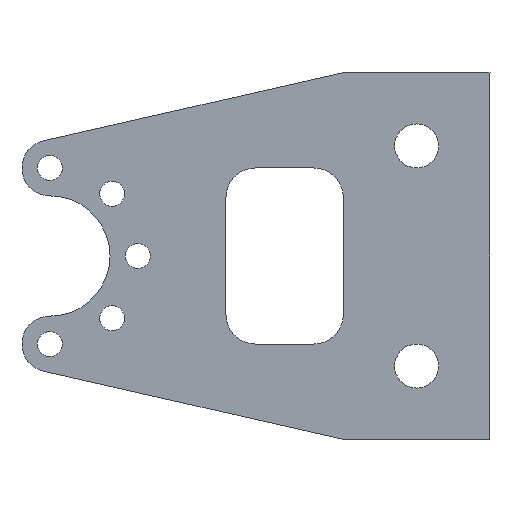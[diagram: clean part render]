
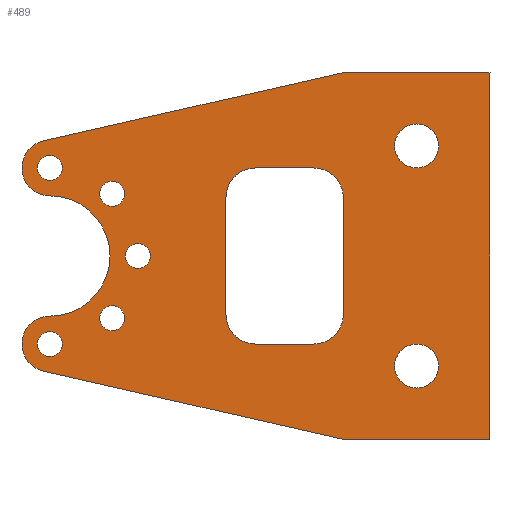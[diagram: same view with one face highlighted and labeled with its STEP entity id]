
A CAD part, left-side view. The second image highlights one B-rep face of the part: STEP entity #489.
In plain terms, the highlighted face is planar.
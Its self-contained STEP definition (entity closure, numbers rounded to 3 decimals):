
#33=FACE_BOUND('',#75,.T.);
#34=FACE_BOUND('',#76,.T.);
#35=FACE_BOUND('',#77,.T.);
#36=FACE_BOUND('',#78,.T.);
#37=FACE_BOUND('',#79,.T.);
#38=FACE_BOUND('',#80,.T.);
#39=FACE_BOUND('',#81,.T.);
#40=FACE_BOUND('',#82,.T.);
#49=FACE_OUTER_BOUND('',#74,.T.);
#74=EDGE_LOOP('',(#340,#341,#342,#343,#344,#345,#346,#347));
#75=EDGE_LOOP('',(#348));
#76=EDGE_LOOP('',(#349));
#77=EDGE_LOOP('',(#350));
#78=EDGE_LOOP('',(#351));
#79=EDGE_LOOP('',(#352));
#80=EDGE_LOOP('',(#353));
#81=EDGE_LOOP('',(#354));
#82=EDGE_LOOP('',(#355,#356,#357,#358,#359,#360,#361,#362));
#115=LINE('',#747,#156);
#116=LINE('',#749,#157);
#117=LINE('',#751,#158);
#118=LINE('',#753,#159);
#119=LINE('',#754,#160);
#120=LINE('',#771,#161);
#121=LINE('',#775,#162);
#122=LINE('',#779,#163);
#123=LINE('',#783,#164);
#156=VECTOR('',#595,10.);
#157=VECTOR('',#596,10.);
#158=VECTOR('',#597,10.);
#159=VECTOR('',#598,10.);
#160=VECTOR('',#599,10.);
#161=VECTOR('',#614,10.);
#162=VECTOR('',#617,10.);
#163=VECTOR('',#620,10.);
#164=VECTOR('',#623,10.);
#197=CIRCLE('',#530,1.9);
#198=CIRCLE('',#531,4.1);
#199=CIRCLE('',#532,1.9);
#200=CIRCLE('',#533,1.5);
#201=CIRCLE('',#534,1.5);
#202=CIRCLE('',#535,0.85);
#203=CIRCLE('',#536,0.85);
#204=CIRCLE('',#537,0.85);
#205=CIRCLE('',#538,0.85);
#206=CIRCLE('',#539,0.85);
#207=CIRCLE('',#540,2.);
#208=CIRCLE('',#541,2.);
#209=CIRCLE('',#542,2.);
#210=CIRCLE('',#543,2.);
#225=VERTEX_POINT('',#739);
#226=VERTEX_POINT('',#740);
#227=VERTEX_POINT('',#742);
#228=VERTEX_POINT('',#744);
#229=VERTEX_POINT('',#746);
#230=VERTEX_POINT('',#748);
#231=VERTEX_POINT('',#750);
#232=VERTEX_POINT('',#752);
#233=VERTEX_POINT('',#755);
#234=VERTEX_POINT('',#757);
#235=VERTEX_POINT('',#759);
#236=VERTEX_POINT('',#761);
#237=VERTEX_POINT('',#763);
#238=VERTEX_POINT('',#765);
#239=VERTEX_POINT('',#767);
#240=VERTEX_POINT('',#769);
#241=VERTEX_POINT('',#770);
#242=VERTEX_POINT('',#772);
#243=VERTEX_POINT('',#774);
#244=VERTEX_POINT('',#776);
#245=VERTEX_POINT('',#778);
#246=VERTEX_POINT('',#780);
#247=VERTEX_POINT('',#782);
#271=EDGE_CURVE('',#225,#226,#197,.T.);
#272=EDGE_CURVE('',#227,#225,#198,.T.);
#273=EDGE_CURVE('',#228,#227,#199,.T.);
#274=EDGE_CURVE('',#229,#228,#115,.T.);
#275=EDGE_CURVE('',#230,#229,#116,.T.);
#276=EDGE_CURVE('',#231,#230,#117,.T.);
#277=EDGE_CURVE('',#232,#231,#118,.T.);
#278=EDGE_CURVE('',#226,#232,#119,.T.);
#279=EDGE_CURVE('',#233,#233,#200,.T.);
#280=EDGE_CURVE('',#234,#234,#201,.T.);
#281=EDGE_CURVE('',#235,#235,#202,.T.);
#282=EDGE_CURVE('',#236,#236,#203,.T.);
#283=EDGE_CURVE('',#237,#237,#204,.T.);
#284=EDGE_CURVE('',#238,#238,#205,.T.);
#285=EDGE_CURVE('',#239,#239,#206,.T.);
#286=EDGE_CURVE('',#240,#241,#120,.T.);
#287=EDGE_CURVE('',#240,#242,#207,.T.);
#288=EDGE_CURVE('',#243,#242,#121,.T.);
#289=EDGE_CURVE('',#243,#244,#208,.T.);
#290=EDGE_CURVE('',#245,#244,#122,.T.);
#291=EDGE_CURVE('',#245,#246,#209,.T.);
#292=EDGE_CURVE('',#247,#246,#123,.T.);
#293=EDGE_CURVE('',#247,#241,#210,.T.);
#340=ORIENTED_EDGE('',*,*,#271,.F.);
#341=ORIENTED_EDGE('',*,*,#272,.F.);
#342=ORIENTED_EDGE('',*,*,#273,.F.);
#343=ORIENTED_EDGE('',*,*,#274,.F.);
#344=ORIENTED_EDGE('',*,*,#275,.F.);
#345=ORIENTED_EDGE('',*,*,#276,.F.);
#346=ORIENTED_EDGE('',*,*,#277,.F.);
#347=ORIENTED_EDGE('',*,*,#278,.F.);
#348=ORIENTED_EDGE('',*,*,#279,.T.);
#349=ORIENTED_EDGE('',*,*,#280,.T.);
#350=ORIENTED_EDGE('',*,*,#281,.F.);
#351=ORIENTED_EDGE('',*,*,#282,.F.);
#352=ORIENTED_EDGE('',*,*,#283,.F.);
#353=ORIENTED_EDGE('',*,*,#284,.F.);
#354=ORIENTED_EDGE('',*,*,#285,.F.);
#355=ORIENTED_EDGE('',*,*,#286,.F.);
#356=ORIENTED_EDGE('',*,*,#287,.T.);
#357=ORIENTED_EDGE('',*,*,#288,.F.);
#358=ORIENTED_EDGE('',*,*,#289,.T.);
#359=ORIENTED_EDGE('',*,*,#290,.F.);
#360=ORIENTED_EDGE('',*,*,#291,.T.);
#361=ORIENTED_EDGE('',*,*,#292,.F.);
#362=ORIENTED_EDGE('',*,*,#293,.T.);
#478=PLANE('',#529);
#489=ADVANCED_FACE('',(#49,#33,#34,#35,#36,#37,#38,#39,#40),#478,.F.);
#529=AXIS2_PLACEMENT_3D('',#738,#587,#588);
#530=AXIS2_PLACEMENT_3D('',#741,#589,#590);
#531=AXIS2_PLACEMENT_3D('',#743,#591,#592);
#532=AXIS2_PLACEMENT_3D('',#745,#593,#594);
#533=AXIS2_PLACEMENT_3D('',#756,#600,#601);
#534=AXIS2_PLACEMENT_3D('',#758,#602,#603);
#535=AXIS2_PLACEMENT_3D('',#760,#604,#605);
#536=AXIS2_PLACEMENT_3D('',#762,#606,#607);
#537=AXIS2_PLACEMENT_3D('',#764,#608,#609);
#538=AXIS2_PLACEMENT_3D('',#766,#610,#611);
#539=AXIS2_PLACEMENT_3D('',#768,#612,#613);
#540=AXIS2_PLACEMENT_3D('',#773,#615,#616);
#541=AXIS2_PLACEMENT_3D('',#777,#618,#619);
#542=AXIS2_PLACEMENT_3D('',#781,#621,#622);
#543=AXIS2_PLACEMENT_3D('',#784,#624,#625);
#587=DIRECTION('center_axis',(0.,0.,
-1.));
#588=DIRECTION('ref_axis',(1.,0.,0.));
#589=DIRECTION('center_axis',(0.,0.,
-1.));
#590=DIRECTION('ref_axis',(-1.,0.,0.));
#591=DIRECTION('center_axis',(0.,0.,
1.));
#592=DIRECTION('ref_axis',(1.,0.,0.));
#593=DIRECTION('center_axis',(0.,0.,
-1.));
#594=DIRECTION('ref_axis',(-1.,0.,0.));
#595=DIRECTION('',(0.222,0.975,0.));
#596=DIRECTION('',(0.,1.,0.));
#597=DIRECTION('',(-1.,0.,0.));
#598=DIRECTION('',(0.,-1.,0.));
#599=DIRECTION('',(0.222,-0.975,0.));
#600=DIRECTION('center_axis',(0.,0.,
-1.));
#601=DIRECTION('ref_axis',(-1.,0.,0.));
#602=DIRECTION('center_axis',(0.,0.,
-1.));
#603=DIRECTION('ref_axis',(-1.,0.,0.));
#604=DIRECTION('center_axis',(0.,0.,
1.));
#605=DIRECTION('ref_axis',(1.,0.,0.));
#606=DIRECTION('center_axis',(0.,0.,
1.));
#607=DIRECTION('ref_axis',(1.,0.,0.));
#608=DIRECTION('center_axis',(0.,0.,
1.));
#609=DIRECTION('ref_axis',(1.,0.,0.));
#610=DIRECTION('center_axis',(0.,0.,
1.));
#611=DIRECTION('ref_axis',(1.,0.,0.));
#612=DIRECTION('center_axis',(0.,0.,
1.));
#613=DIRECTION('ref_axis',(1.,0.,0.));
#614=DIRECTION('',(0.,1.,0.));
#615=DIRECTION('center_axis',(0.,0.,
-1.));
#616=DIRECTION('ref_axis',(0.707,-0.707,0.));
#617=DIRECTION('',(1.,0.,0.));
#618=DIRECTION('center_axis',(0.,0.,
-1.));
#619=DIRECTION('ref_axis',(-0.707,-0.707,0.));
#620=DIRECTION('',(0.,-1.,0.));
#621=DIRECTION('center_axis',(0.,0.,
-1.));
#622=DIRECTION('ref_axis',(-0.707,0.707,0.));
#623=DIRECTION('',(-1.,0.,0.));
#624=DIRECTION('center_axis',(0.,0.,
-1.));
#625=DIRECTION('ref_axis',(0.707,0.707,0.));
#738=CARTESIAN_POINT('Origin',(0.25,-34.,53.5));
#739=CARTESIAN_POINT('',(4.35,-23.,53.5));
#740=CARTESIAN_POINT('',(8.103,-22.578,53.5));
#741=CARTESIAN_POINT('Origin',(6.25,-23.,53.5));
#742=CARTESIAN_POINT('',(-3.85,-23.,53.5));
#743=CARTESIAN_POINT('Origin',(0.25,-23.,53.5));
#744=CARTESIAN_POINT('',(-7.603,-22.578,53.5));
#745=CARTESIAN_POINT('Origin',(-5.75,-23.,53.5));
#746=CARTESIAN_POINT('',(-12.25,-43.,53.5));
#747=CARTESIAN_POINT('',(-10.969,-37.369,53.5));
#748=CARTESIAN_POINT('',(-12.25,-53.,53.5));
#749=CARTESIAN_POINT('',(-12.25,-48.,53.5));
#750=CARTESIAN_POINT('',(12.75,-53.,53.5));
#751=CARTESIAN_POINT('',(12.75,-53.,53.5));
#752=CARTESIAN_POINT('',(12.75,-43.,53.5));
#753=CARTESIAN_POINT('',(12.75,-53.,53.5));
#754=CARTESIAN_POINT('',(9.145,-27.158,53.5));
#755=CARTESIAN_POINT('',(9.25,-48.,53.5));
#756=CARTESIAN_POINT('Origin',(7.75,-48.,53.5));
#757=CARTESIAN_POINT('',(-5.75,-48.,53.5));
#758=CARTESIAN_POINT('Origin',(-7.25,-48.,53.5));
#759=CARTESIAN_POINT('',(5.4,-23.,53.5));
#760=CARTESIAN_POINT('Origin',(6.25,-23.,53.5));
#761=CARTESIAN_POINT('',(3.643,-27.243,53.5));
#762=CARTESIAN_POINT('Origin',(4.493,-27.243,53.5));
#763=CARTESIAN_POINT('',(-0.6,-29.,53.5));
#764=CARTESIAN_POINT('Origin',(0.25,-29.,53.5));
#765=CARTESIAN_POINT('',(-6.6,-23.,53.5));
#766=CARTESIAN_POINT('Origin',(-5.75,-23.,53.5));
#767=CARTESIAN_POINT('',(-4.843,-27.243,53.5));
#768=CARTESIAN_POINT('Origin',(-3.993,-27.243,53.5));
#769=CARTESIAN_POINT('',(6.25,-41.,53.5));
#770=CARTESIAN_POINT('',(6.25,-37.,53.5));
#771=CARTESIAN_POINT('',(6.25,-38.5,53.5));
#772=CARTESIAN_POINT('',(4.25,-43.,53.5));
#773=CARTESIAN_POINT('Origin',(4.25,-41.,53.5));
#774=CARTESIAN_POINT('',(-3.75,-43.,53.5));
#775=CARTESIAN_POINT('',(-2.75,-43.,53.5));
#776=CARTESIAN_POINT('',(-5.75,-41.,53.5));
#777=CARTESIAN_POINT('Origin',(-3.75,-41.,53.5));
#778=CARTESIAN_POINT('',(-5.75,-37.,53.5));
#779=CARTESIAN_POINT('',(-5.75,-34.5,53.5));
#780=CARTESIAN_POINT('',(-3.75,-35.,53.5));
#781=CARTESIAN_POINT('Origin',(-3.75,-37.,53.5));
#782=CARTESIAN_POINT('',(4.25,-35.,53.5));
#783=CARTESIAN_POINT('',(3.25,-35.,53.5));
#784=CARTESIAN_POINT('Origin',(4.25,-37.,53.5));
